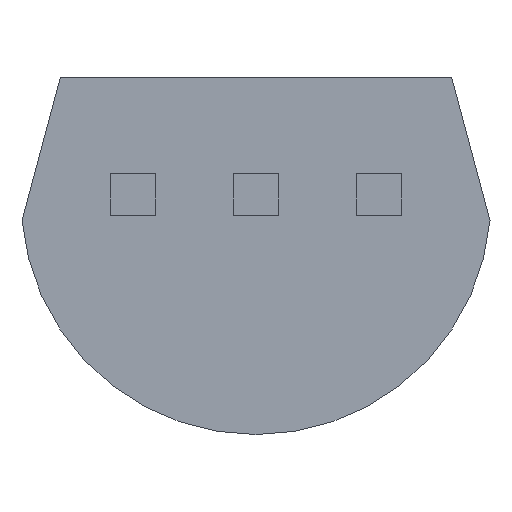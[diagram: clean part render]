
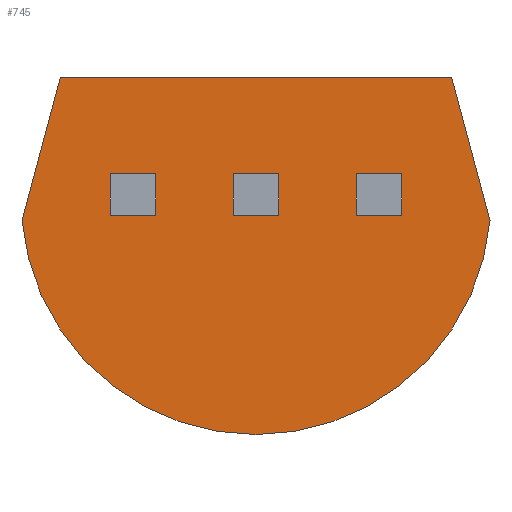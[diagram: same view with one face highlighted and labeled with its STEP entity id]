
A CAD part, front view. The second image highlights one B-rep face of the part: STEP entity #745.
In plain terms, the highlighted planar face has unit normal (0, -1, 0).
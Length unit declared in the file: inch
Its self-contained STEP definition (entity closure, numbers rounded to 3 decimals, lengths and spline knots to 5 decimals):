
#10 = AXIS2_PLACEMENT_3D ( 'NONE', #207, #681, #564 ) ;
#35 = DIRECTION ( 'NONE',  ( 1., 0., 0. ) ) ;
#59 = CARTESIAN_POINT ( 'NONE',  ( 0.07943, 0., 0.0475 ) ) ;
#63 = FACE_OUTER_BOUND ( 'NONE', #471, .T. ) ;
#108 = CARTESIAN_POINT ( 'NONE',  ( 0.095, 0., -0.01062 ) ) ;
#152 = VECTOR ( 'NONE', #742, 39.37008 ) ;
#164 = CIRCLE ( 'NONE', #10, 0.09538 ) ;
#171 = ORIENTED_EDGE ( 'NONE', *, *, #534, .F. ) ;
#207 = CARTESIAN_POINT ( 'NONE',  ( 0., 0., -0.00212 ) ) ;
#210 = ORIENTED_EDGE ( 'NONE', *, *, #466, .F. ) ;
#222 = ORIENTED_EDGE ( 'NONE', *, *, #612, .F. ) ;
#227 = DIRECTION ( 'NONE',  ( 0., 0., -1. ) ) ;
#248 = CARTESIAN_POINT ( 'NONE',  ( -0.095, 0., -0.01062 ) ) ;
#273 = ORIENTED_EDGE ( 'NONE', *, *, #520, .F. ) ;
#281 = VERTEX_POINT ( 'NONE', #59 ) ;
#324 = CARTESIAN_POINT ( 'NONE',  ( 0.07943, 0., 0.0475 ) ) ;
#341 = ORIENTED_EDGE ( 'NONE', *, *, #395, .F. ) ;
#342 = DIRECTION ( 'NONE',  ( 0., -1., 0. ) ) ;
#345 = AXIS2_PLACEMENT_3D ( 'NONE', #719, #558, #488 ) ;
#360 = VECTOR ( 'NONE', #620, 39.37008 ) ;
#395 = EDGE_CURVE ( 'NONE', #535, #281, #494, .T. ) ;
#397 = CARTESIAN_POINT ( 'NONE',  ( -0.07943, 0., 0.0475 ) ) ;
#400 = VERTEX_POINT ( 'NONE', #248 ) ;
#461 = LINE ( 'NONE', #397, #152 ) ;
#466 = EDGE_CURVE ( 'NONE', #604, #400, #701, .T. ) ;
#471 = EDGE_LOOP ( 'NONE', ( #171, #210, #222, #273, #341 ) ) ;
#488 = DIRECTION ( 'NONE',  ( 0., 0., -1. ) ) ;
#494 = LINE ( 'NONE', #715, #690 ) ;
#509 = CARTESIAN_POINT ( 'NONE',  ( 0., 0., -0.0975 ) ) ;
#520 = EDGE_CURVE ( 'NONE', #281, #576, #561, .T. ) ;
#525 = PLANE ( 'NONE',  #727 ) ;
#534 = EDGE_CURVE ( 'NONE', #400, #535, #461, .T. ) ;
#535 = VERTEX_POINT ( 'NONE', #684 ) ;
#558 = DIRECTION ( 'NONE',  ( 0., 1., 0. ) ) ;
#561 = LINE ( 'NONE', #324, #360 ) ;
#564 = DIRECTION ( 'NONE',  ( 0., 0., -1. ) ) ;
#576 = VERTEX_POINT ( 'NONE', #108 ) ;
#604 = VERTEX_POINT ( 'NONE', #509 ) ;
#612 = EDGE_CURVE ( 'NONE', #576, #604, #164, .T. ) ;
#620 = DIRECTION ( 'NONE',  ( 0.259, 0., -0.966 ) ) ;
#681 = DIRECTION ( 'NONE',  ( 0., 1., 0. ) ) ;
#684 = CARTESIAN_POINT ( 'NONE',  ( -0.07943, 0., 0.0475 ) ) ;
#690 = VECTOR ( 'NONE', #35, 39.37008 ) ;
#701 = CIRCLE ( 'NONE', #345, 0.09538 ) ;
#704 = CARTESIAN_POINT ( 'NONE',  ( 0., 0., -0.00212 ) ) ;
#715 = CARTESIAN_POINT ( 'NONE',  ( 0.07943, 0., 0.0475 ) ) ;
#719 = CARTESIAN_POINT ( 'NONE',  ( 0., 0., -0.00212 ) ) ;
#727 = AXIS2_PLACEMENT_3D ( 'NONE', #704, #342, #227 ) ;
#742 = DIRECTION ( 'NONE',  ( 0.259, 0., 0.966 ) ) ;
#745 = ADVANCED_FACE ( 'NONE', ( #63 ), #525, .T. ) ;
